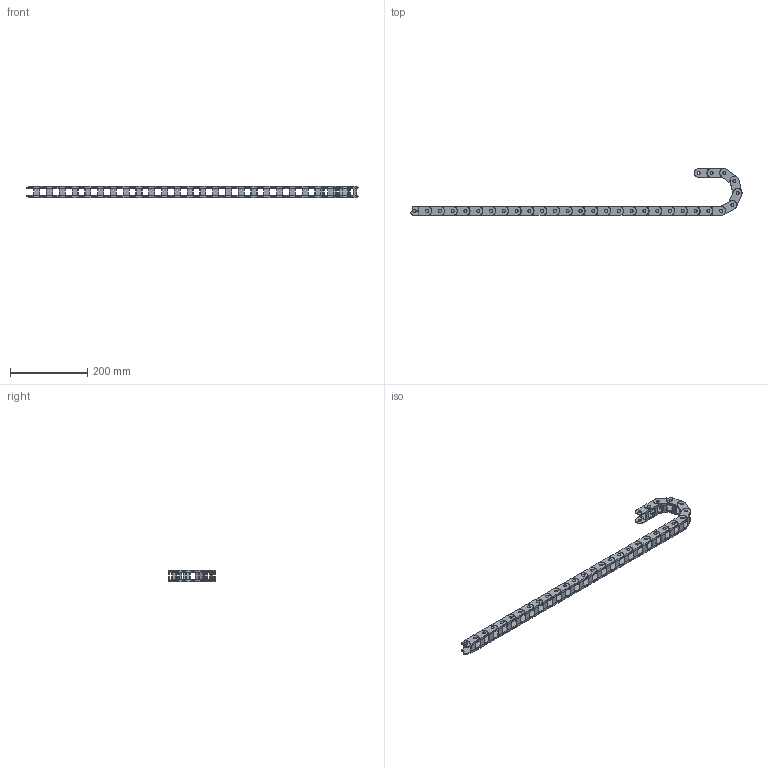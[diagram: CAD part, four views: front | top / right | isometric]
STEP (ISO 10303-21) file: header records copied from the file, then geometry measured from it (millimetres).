
FILE_DESCRIPTION (( 'STEP AP203' ), '1' );
FILE_NAME ('CDC-0.7X0.7R1.9T.step', '2024-04-17T14:34:37', ( '' ), ( '' ), 'SwSTEP 2.0', 'SolidWorks 2023', '' );
FILE_SCHEMA (( 'CONFIG_CONTROL_DESIGN' ));
Length unit declared in the file: inch
Products named in the file (1): CDC-0.7X0.7R1.9T
Bounding box: 857.05 x 121.09 x 30 mm (x, y, z)
Volume: 264063.8 mm3; surface area: 207502.3 mm2
Topology: 30 solids, 30 shells, 2730 faces, 7650 edges, 5100 vertices
Faces by surface type: plane 1530, cylinder 1200
Entity records: 88975 total; most frequent: DIRECTION 15752, CARTESIAN_POINT 15481, ORIENTED_EDGE 15300, EDGE_CURVE 7650, AXIS2_PLACEMENT_3D 5371, VERTEX_POINT 5100, LINE 5010, VECTOR 5010
